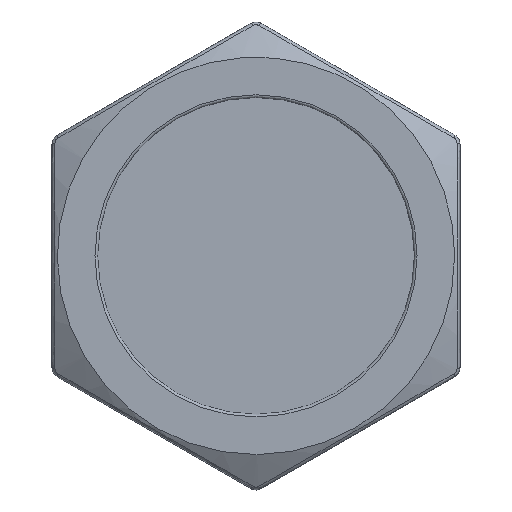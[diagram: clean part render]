
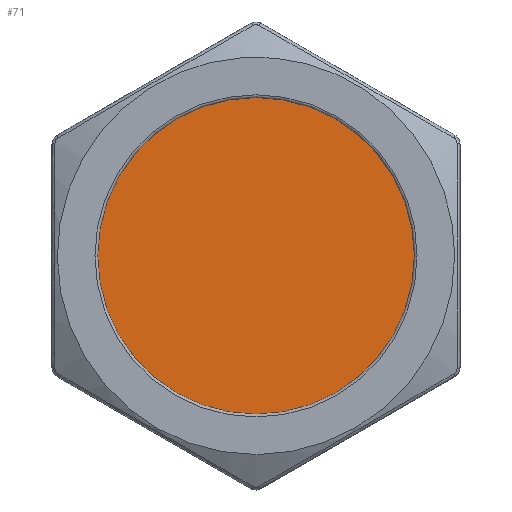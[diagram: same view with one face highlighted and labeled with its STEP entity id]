
A CAD part, top view. The second image highlights one B-rep face of the part: STEP entity #71.
In plain terms, the highlighted planar face has unit normal (0, 0, 1).
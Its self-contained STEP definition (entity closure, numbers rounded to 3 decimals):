
#71 = ADVANCED_FACE( '', ( #166 ), #167, .T. );
#166 = FACE_OUTER_BOUND( '', #575, .T. );
#167 = PLANE( '', #576 );
#575 = EDGE_LOOP( '', ( #1580 ) );
#576 = AXIS2_PLACEMENT_3D( '', #1581, #1582, #1583 );
#1580 = ORIENTED_EDGE( '', *, *, #1810, .T. );
#1581 = CARTESIAN_POINT( '', ( 0., 0., 19.5 ) );
#1582 = DIRECTION( '', ( 0., 0., 1. ) );
#1583 = DIRECTION( '', ( 1., 0., 0. ) );
#1810 = EDGE_CURVE( '', #1939, #1939, #1940, .T. );
#1939 = VERTEX_POINT( '', #2271 );
#1940 = CIRCLE( '', #2272, 14.75 );
#2271 = CARTESIAN_POINT( '', ( 14.75, 0., 19.5 ) );
#2272 = AXIS2_PLACEMENT_3D( '', #2983, #2984, #2985 );
#2983 = CARTESIAN_POINT( '', ( 0., 0., 19.5 ) );
#2984 = DIRECTION( '', ( 0., 0., 1. ) );
#2985 = DIRECTION( '', ( 1., 0., 0. ) );
